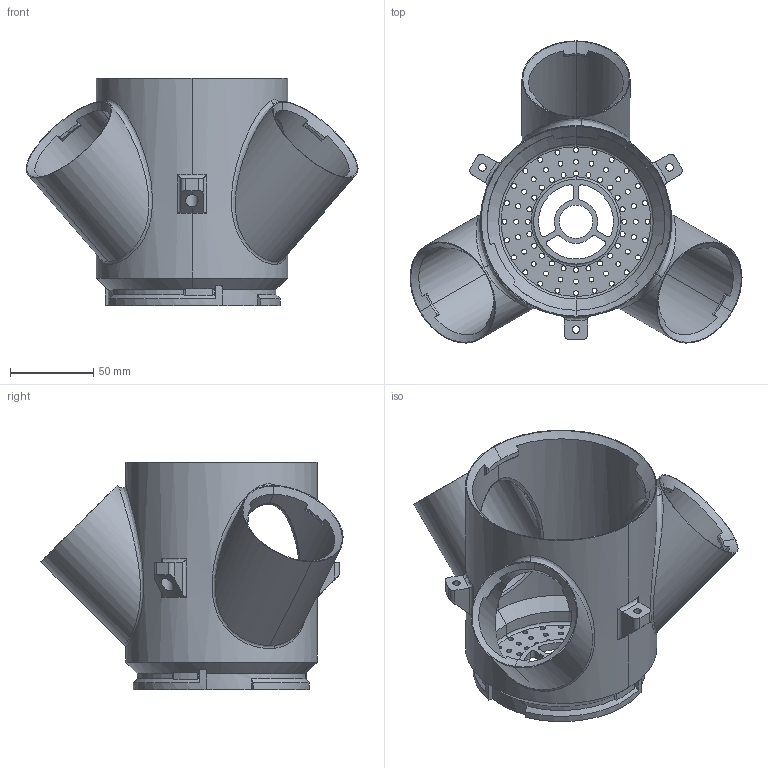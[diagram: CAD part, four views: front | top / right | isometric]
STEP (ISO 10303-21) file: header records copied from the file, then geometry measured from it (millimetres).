
FILE_DESCRIPTION (( 'STEP AP203' ), '1' );
FILE_NAME ('3-Way_Planting_Module.STEP', '2020-11-29T12:37:39', ( '' ), ( '' ), '', '', '' );
FILE_SCHEMA (( 'CONFIG_CONTROL_DESIGN' ));
Length unit declared in the file: millimetre
Products named in the file (1): 3-Way_Planting_Module
Bounding box: 199.58 x 181.7 x 136.5 mm (x, y, z)
Volume: 271070.3 mm3; surface area: 143915 mm2
Topology: 1 solids, 1 shells, 383 faces, 1108 edges, 731 vertices
Faces by surface type: cylinder 238, plane 79, cone 47, bspline 12, torus 7
Entity records: 17757 total; most frequent: CARTESIAN_POINT 7010, DIRECTION 2279, ORIENTED_EDGE 2216, EDGE_CURVE 1108, AXIS2_PLACEMENT_3D 911, VERTEX_POINT 731, EDGE_LOOP 551, CIRCLE 539
